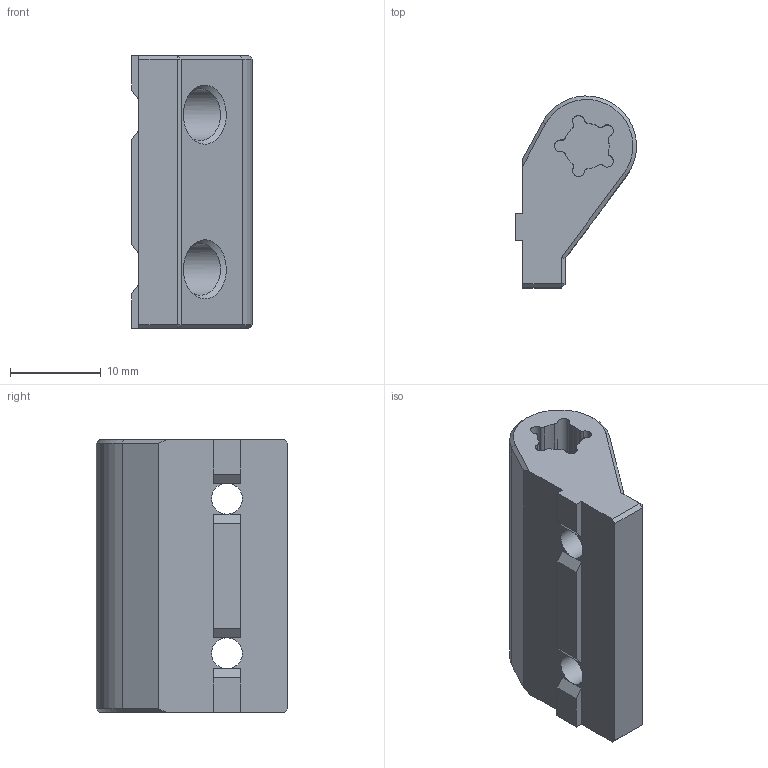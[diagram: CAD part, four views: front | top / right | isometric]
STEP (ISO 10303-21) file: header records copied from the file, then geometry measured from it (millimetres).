
FILE_DESCRIPTION(/* description */ ('','CAx-IF Rec.Pracs.---Representation and Presentation of Product Manufacturing Information (PMI)---4.0---2014-10-13'),/* implementation_level */ '2;1');
FILE_NAME(/* name */ 'Right_Swing_Door_Hinge_Bottom.step',/* time_stamp */ '2024-11-21T02:49:26-05:00',/* author */ (''),/* organization */ (''),/* preprocessor_version */ 'ST-DEVELOPER v20',/* originating_system */ 'Autodesk Translation Framework v13.20.0.188',/* authorisation */ '');
FILE_SCHEMA (('AP242_MANAGED_MODEL_BASED_3D_ENGINEERING_MIM_LF { 1 0 10303 442 1 1 4 }'));
Length unit declared in the file: millimetre
Products named in the file (1): Right_Hinge_Door_Bottom
Bounding box: 13.29 x 21.07 x 30 mm (x, y, z)
Volume: 4436 mm3; surface area: 2753.1 mm2
Topology: 1 solids, 1 shells, 66 faces, 169 edges, 106 vertices
Faces by surface type: plane 35, cylinder 25, cone 4, bspline 2
Full cylindrical faces by diameter (mm): 3.4 x2, 5.7 x2
Entity records: 2178 total; most frequent: CARTESIAN_POINT 504, DIRECTION 351, ORIENTED_EDGE 338, EDGE_CURVE 169, AXIS2_PLACEMENT_3D 121, LINE 109, VECTOR 109, VERTEX_POINT 106
